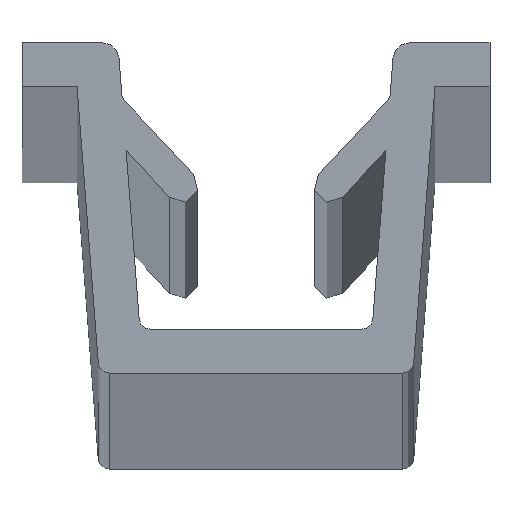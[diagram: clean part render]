
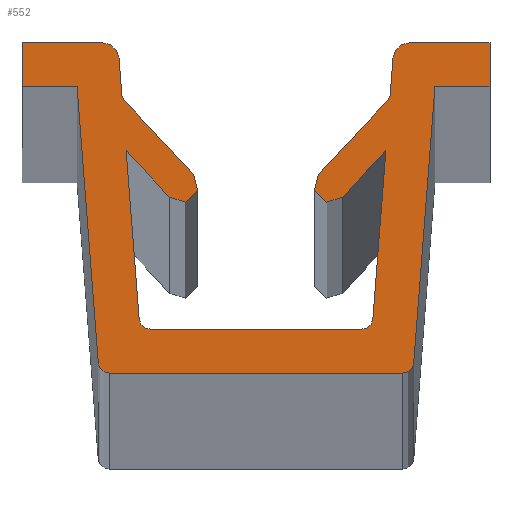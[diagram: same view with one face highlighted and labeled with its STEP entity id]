
A CAD part, top view. The second image highlights one B-rep face of the part: STEP entity #552.
In plain terms, the highlighted planar face has unit normal (0, 0, 1).
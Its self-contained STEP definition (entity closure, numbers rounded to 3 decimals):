
#50=FACE_OUTER_BOUND('',#78,.T.);
#78=EDGE_LOOP('',(#479,#480,#481,#482,#483,#484,#485,#486,#487,#488,#489,
#490,#491,#492,#493,#494,#495,#496,#497,#498,#499,#500,#501,#502,#503,#504));
#87=CIRCLE('',#584,0.3);
#88=CIRCLE('',#588,0.3);
#89=CIRCLE('',#592,0.2);
#90=CIRCLE('',#595,0.2);
#91=CIRCLE('',#599,0.3);
#92=CIRCLE('',#603,0.3);
#93=CIRCLE('',#609,0.2);
#94=CIRCLE('',#612,0.2);
#114=LINE('',#827,#176);
#117=LINE('',#835,#179);
#119=LINE('',#839,#181);
#122=LINE('',#847,#184);
#124=LINE('',#851,#186);
#127=LINE('',#859,#189);
#130=LINE('',#867,#192);
#132=LINE('',#871,#194);
#135=LINE('',#879,#197);
#137=LINE('',#883,#199);
#140=LINE('',#891,#202);
#142=LINE('',#895,#204);
#144=LINE('',#899,#206);
#146=LINE('',#903,#208);
#149=LINE('',#911,#211);
#152=LINE('',#919,#214);
#154=LINE('',#923,#216);
#156=LINE('',#926,#218);
#176=VECTOR('',#658,10.);
#179=VECTOR('',#667,10.);
#181=VECTOR('',#671,10.);
#184=VECTOR('',#680,10.);
#186=VECTOR('',#684,10.);
#189=VECTOR('',#693,10.);
#192=VECTOR('',#702,10.);
#194=VECTOR('',#706,10.);
#197=VECTOR('',#715,10.);
#199=VECTOR('',#719,10.);
#202=VECTOR('',#728,10.);
#204=VECTOR('',#732,10.);
#206=VECTOR('',#736,10.);
#208=VECTOR('',#740,10.);
#211=VECTOR('',#749,10.);
#214=VECTOR('',#758,10.);
#216=VECTOR('',#762,10.);
#218=VECTOR('',#766,10.);
#245=VERTEX_POINT('',#824);
#246=VERTEX_POINT('',#826);
#247=VERTEX_POINT('',#830);
#248=VERTEX_POINT('',#834);
#249=VERTEX_POINT('',#838);
#250=VERTEX_POINT('',#842);
#251=VERTEX_POINT('',#846);
#252=VERTEX_POINT('',#850);
#253=VERTEX_POINT('',#854);
#254=VERTEX_POINT('',#858);
#255=VERTEX_POINT('',#862);
#256=VERTEX_POINT('',#866);
#257=VERTEX_POINT('',#870);
#258=VERTEX_POINT('',#874);
#259=VERTEX_POINT('',#878);
#260=VERTEX_POINT('',#882);
#261=VERTEX_POINT('',#886);
#262=VERTEX_POINT('',#890);
#263=VERTEX_POINT('',#894);
#264=VERTEX_POINT('',#898);
#265=VERTEX_POINT('',#902);
#266=VERTEX_POINT('',#906);
#267=VERTEX_POINT('',#910);
#268=VERTEX_POINT('',#914);
#269=VERTEX_POINT('',#918);
#270=VERTEX_POINT('',#922);
#298=EDGE_CURVE('',#246,#245,#114,.T.);
#300=EDGE_CURVE('',#247,#246,#87,.T.);
#302=EDGE_CURVE('',#248,#247,#117,.T.);
#304=EDGE_CURVE('',#249,#248,#119,.T.);
#306=EDGE_CURVE('',#250,#249,#88,.T.);
#308=EDGE_CURVE('',#251,#250,#122,.T.);
#310=EDGE_CURVE('',#252,#251,#124,.T.);
#312=EDGE_CURVE('',#253,#252,#89,.T.);
#314=EDGE_CURVE('',#254,#253,#127,.T.);
#316=EDGE_CURVE('',#255,#254,#90,.T.);
#318=EDGE_CURVE('',#256,#255,#130,.T.);
#320=EDGE_CURVE('',#257,#256,#132,.T.);
#322=EDGE_CURVE('',#258,#257,#91,.T.);
#324=EDGE_CURVE('',#259,#258,#135,.T.);
#326=EDGE_CURVE('',#260,#259,#137,.T.);
#328=EDGE_CURVE('',#261,#260,#92,.T.);
#330=EDGE_CURVE('',#262,#261,#140,.T.);
#332=EDGE_CURVE('',#263,#262,#142,.T.);
#334=EDGE_CURVE('',#264,#263,#144,.T.);
#336=EDGE_CURVE('',#265,#264,#146,.T.);
#338=EDGE_CURVE('',#266,#265,#93,.T.);
#340=EDGE_CURVE('',#267,#266,#149,.T.);
#342=EDGE_CURVE('',#268,#267,#94,.T.);
#344=EDGE_CURVE('',#269,#268,#152,.T.);
#346=EDGE_CURVE('',#270,#269,#154,.T.);
#348=EDGE_CURVE('',#245,#270,#156,.T.);
#479=ORIENTED_EDGE('',*,*,#348,.T.);
#480=ORIENTED_EDGE('',*,*,#346,.T.);
#481=ORIENTED_EDGE('',*,*,#344,.T.);
#482=ORIENTED_EDGE('',*,*,#342,.T.);
#483=ORIENTED_EDGE('',*,*,#340,.T.);
#484=ORIENTED_EDGE('',*,*,#338,.T.);
#485=ORIENTED_EDGE('',*,*,#336,.T.);
#486=ORIENTED_EDGE('',*,*,#334,.T.);
#487=ORIENTED_EDGE('',*,*,#332,.T.);
#488=ORIENTED_EDGE('',*,*,#330,.T.);
#489=ORIENTED_EDGE('',*,*,#328,.T.);
#490=ORIENTED_EDGE('',*,*,#326,.T.);
#491=ORIENTED_EDGE('',*,*,#324,.T.);
#492=ORIENTED_EDGE('',*,*,#322,.T.);
#493=ORIENTED_EDGE('',*,*,#320,.T.);
#494=ORIENTED_EDGE('',*,*,#318,.T.);
#495=ORIENTED_EDGE('',*,*,#316,.T.);
#496=ORIENTED_EDGE('',*,*,#314,.T.);
#497=ORIENTED_EDGE('',*,*,#312,.T.);
#498=ORIENTED_EDGE('',*,*,#310,.T.);
#499=ORIENTED_EDGE('',*,*,#308,.T.);
#500=ORIENTED_EDGE('',*,*,#306,.T.);
#501=ORIENTED_EDGE('',*,*,#304,.T.);
#502=ORIENTED_EDGE('',*,*,#302,.T.);
#503=ORIENTED_EDGE('',*,*,#300,.T.);
#504=ORIENTED_EDGE('',*,*,#298,.T.);
#524=PLANE('',#616);
#552=ADVANCED_FACE('',(#50),#524,.T.);
#584=AXIS2_PLACEMENT_3D('',#831,#662,#663);
#588=AXIS2_PLACEMENT_3D('',#843,#675,#676);
#592=AXIS2_PLACEMENT_3D('',#855,#688,#689);
#595=AXIS2_PLACEMENT_3D('',#863,#697,#698);
#599=AXIS2_PLACEMENT_3D('',#875,#710,#711);
#603=AXIS2_PLACEMENT_3D('',#887,#723,#724);
#609=AXIS2_PLACEMENT_3D('',#907,#744,#745);
#612=AXIS2_PLACEMENT_3D('',#915,#753,#754);
#616=AXIS2_PLACEMENT_3D('',#927,#767,#768);
#658=DIRECTION('',(-1.,0.,0.));
#662=DIRECTION('center_axis',(0.,0.,1.));
#663=DIRECTION('ref_axis',(0.997,0.077,0.));
#667=DIRECTION('',(-0.077,0.997,0.));
#671=DIRECTION('',(-0.682,0.731,0.));
#675=DIRECTION('center_axis',(0.,0.,1.));
#676=DIRECTION('ref_axis',(-0.731,-0.682,0.));
#680=DIRECTION('',(0.682,-0.731,0.));
#684=DIRECTION('',(-0.077,0.997,0.));
#688=DIRECTION('center_axis',(0.,0.,-1.));
#689=DIRECTION('ref_axis',(0.997,0.077,0.));
#693=DIRECTION('',(-1.,0.,0.));
#697=DIRECTION('center_axis',(0.,0.,-1.));
#698=DIRECTION('ref_axis',(0.,1.,0.));
#702=DIRECTION('',(-0.077,-0.997,0.));
#706=DIRECTION('',(0.682,0.731,0.));
#710=DIRECTION('center_axis',(0.,0.,1.));
#711=DIRECTION('ref_axis',(-0.731,0.682,0.));
#715=DIRECTION('',(-0.682,-0.731,0.));
#719=DIRECTION('',(-0.077,-0.997,0.));
#723=DIRECTION('center_axis',(0.,0.,1.));
#724=DIRECTION('ref_axis',(0.,1.,0.));
#728=DIRECTION('',(-1.,0.,0.));
#732=DIRECTION('',(0.,1.,0.));
#736=DIRECTION('',(1.,0.,0.));
#740=DIRECTION('',(0.077,0.997,0.));
#744=DIRECTION('center_axis',(0.,0.,1.));
#745=DIRECTION('ref_axis',(0.,-1.,0.));
#749=DIRECTION('',(1.,0.,0.));
#753=DIRECTION('center_axis',(0.,0.,1.));
#754=DIRECTION('ref_axis',(-0.997,-0.077,0.));
#758=DIRECTION('',(0.077,-0.997,0.));
#762=DIRECTION('',(1.,0.,0.));
#766=DIRECTION('',(0.,-1.,0.));
#767=DIRECTION('center_axis',(0.,0.,1.));
#768=DIRECTION('ref_axis',(1.,0.,0.));
#824=CARTESIAN_POINT('',(-4.25,6.,500.));
#826=CARTESIAN_POINT('',(-2.787,6.,500.));
#827=CARTESIAN_POINT('',(-2.787,6.,500.));
#830=CARTESIAN_POINT('',(-2.488,5.723,500.));
#831=CARTESIAN_POINT('Origin',(-2.787,5.7,500.));
#834=CARTESIAN_POINT('',(-2.432,5.,500.));
#835=CARTESIAN_POINT('',(-2.432,5.,500.));
#838=CARTESIAN_POINT('',(-1.131,3.604,500.));
#839=CARTESIAN_POINT('',(-1.131,3.604,500.));
#842=CARTESIAN_POINT('',(-1.569,3.195,500.));
#843=CARTESIAN_POINT('Origin',(-1.35,3.4,500.));
#846=CARTESIAN_POINT('',(-2.358,4.041,500.));
#847=CARTESIAN_POINT('',(-2.358,4.041,500.));
#850=CARTESIAN_POINT('',(-2.123,0.985,500.));
#851=CARTESIAN_POINT('',(-2.123,0.985,500.));
#854=CARTESIAN_POINT('',(-1.924,0.8,500.));
#855=CARTESIAN_POINT('Origin',(-1.924,1.,500.));
#858=CARTESIAN_POINT('',(1.924,0.8,500.));
#859=CARTESIAN_POINT('',(1.924,0.8,500.));
#862=CARTESIAN_POINT('',(2.123,0.985,500.));
#863=CARTESIAN_POINT('Origin',(1.924,1.,500.));
#866=CARTESIAN_POINT('',(2.358,4.041,500.));
#867=CARTESIAN_POINT('',(2.358,4.041,500.));
#870=CARTESIAN_POINT('',(1.569,3.195,500.));
#871=CARTESIAN_POINT('',(1.569,3.195,500.));
#874=CARTESIAN_POINT('',(1.131,3.604,500.));
#875=CARTESIAN_POINT('Origin',(1.35,3.4,500.));
#878=CARTESIAN_POINT('',(2.432,5.,500.));
#879=CARTESIAN_POINT('',(2.432,5.,500.));
#882=CARTESIAN_POINT('',(2.488,5.723,500.));
#883=CARTESIAN_POINT('',(2.488,5.723,500.));
#886=CARTESIAN_POINT('',(2.787,6.,500.));
#887=CARTESIAN_POINT('Origin',(2.787,5.7,500.));
#890=CARTESIAN_POINT('',(4.25,6.,500.));
#891=CARTESIAN_POINT('',(4.25,6.,500.));
#894=CARTESIAN_POINT('',(4.25,5.2,500.));
#895=CARTESIAN_POINT('',(4.25,5.2,500.));
#898=CARTESIAN_POINT('',(3.25,5.2,500.));
#899=CARTESIAN_POINT('',(3.25,5.2,500.));
#902=CARTESIAN_POINT('',(2.864,0.185,500.));
#903=CARTESIAN_POINT('',(2.864,0.185,500.));
#906=CARTESIAN_POINT('',(2.665,0.,500.));
#907=CARTESIAN_POINT('Origin',(2.665,0.2,500.));
#910=CARTESIAN_POINT('',(-2.665,0.,500.));
#911=CARTESIAN_POINT('',(-2.665,0.,500.));
#914=CARTESIAN_POINT('',(-2.864,0.185,500.));
#915=CARTESIAN_POINT('Origin',(-2.665,0.2,500.));
#918=CARTESIAN_POINT('',(-3.25,5.2,500.));
#919=CARTESIAN_POINT('',(-3.25,5.2,500.));
#922=CARTESIAN_POINT('',(-4.25,5.2,500.));
#923=CARTESIAN_POINT('',(-4.25,5.2,500.));
#926=CARTESIAN_POINT('',(-4.25,6.,500.));
#927=CARTESIAN_POINT('Origin',(0.,2.922,500.));
